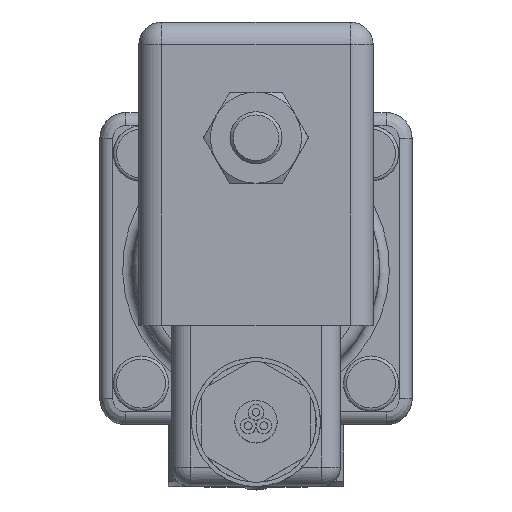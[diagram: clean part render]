
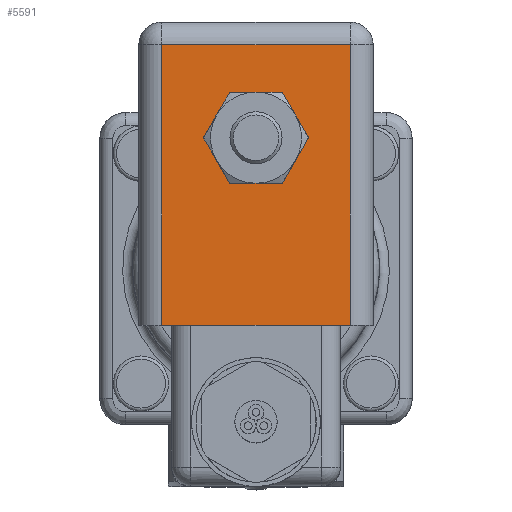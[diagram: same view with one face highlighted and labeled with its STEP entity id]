
A CAD part, top view. The second image highlights one B-rep face of the part: STEP entity #5591.
In plain terms, the highlighted planar face has unit normal (0, 0, 1).
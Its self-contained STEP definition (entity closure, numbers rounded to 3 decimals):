
#410=LINE('',#8321,#685);
#411=LINE('',#8323,#686);
#412=LINE('',#8325,#687);
#413=LINE('',#8326,#688);
#414=LINE('',#8329,#689);
#415=LINE('',#8331,#690);
#416=LINE('',#8333,#691);
#417=LINE('',#8335,#692);
#418=LINE('',#8337,#693);
#419=LINE('',#8338,#694);
#685=VECTOR('',#6680,43.1);
#686=VECTOR('',#6681,29.);
#687=VECTOR('',#6682,43.1);
#688=VECTOR('',#6683,29.);
#689=VECTOR('',#6684,8.083);
#690=VECTOR('',#6685,8.083);
#691=VECTOR('',#6686,8.083);
#692=VECTOR('',#6687,8.083);
#693=VECTOR('',#6688,8.083);
#694=VECTOR('',#6689,8.083);
#962=PLANE('',#5984);
#1089=FACE_BOUND('',#1536,.T.);
#1146=FACE_OUTER_BOUND('',#1535,.T.);
#1535=EDGE_LOOP('',(#3739,#3740,#3741,#3742));
#1536=EDGE_LOOP('',(#3743,#3744,#3745,#3746,#3747,#3748));
#2327=VERTEX_POINT('',#8319);
#2328=VERTEX_POINT('',#8320);
#2329=VERTEX_POINT('',#8322);
#2330=VERTEX_POINT('',#8324);
#2331=VERTEX_POINT('',#8327);
#2332=VERTEX_POINT('',#8328);
#2333=VERTEX_POINT('',#8330);
#2334=VERTEX_POINT('',#8332);
#2335=VERTEX_POINT('',#8334);
#2336=VERTEX_POINT('',#8336);
#2867=EDGE_CURVE('',#2327,#2328,#410,.T.);
#2868=EDGE_CURVE('',#2327,#2329,#411,.T.);
#2869=EDGE_CURVE('',#2330,#2329,#412,.T.);
#2870=EDGE_CURVE('',#2328,#2330,#413,.T.);
#2871=EDGE_CURVE('',#2331,#2332,#414,.T.);
#2872=EDGE_CURVE('',#2333,#2331,#415,.T.);
#2873=EDGE_CURVE('',#2334,#2333,#416,.T.);
#2874=EDGE_CURVE('',#2335,#2334,#417,.T.);
#2875=EDGE_CURVE('',#2336,#2335,#418,.T.);
#2876=EDGE_CURVE('',#2332,#2336,#419,.T.);
#3739=ORIENTED_EDGE('',*,*,#2867,.F.);
#3740=ORIENTED_EDGE('',*,*,#2868,.T.);
#3741=ORIENTED_EDGE('',*,*,#2869,.F.);
#3742=ORIENTED_EDGE('',*,*,#2870,.F.);
#3743=ORIENTED_EDGE('',*,*,#2871,.F.);
#3744=ORIENTED_EDGE('',*,*,#2872,.F.);
#3745=ORIENTED_EDGE('',*,*,#2873,.F.);
#3746=ORIENTED_EDGE('',*,*,#2874,.F.);
#3747=ORIENTED_EDGE('',*,*,#2875,.F.);
#3748=ORIENTED_EDGE('',*,*,#2876,.F.);
#5591=ADVANCED_FACE('',(#1146,#1089),#962,.T.);
#5984=AXIS2_PLACEMENT_3D('',#8318,#6678,#6679);
#6678=DIRECTION('center_axis',(0.,0.,
1.));
#6679=DIRECTION('ref_axis',(1.,0.,0.));
#6680=DIRECTION('',(0.,1.,0.));
#6681=DIRECTION('',(1.,0.,0.));
#6682=DIRECTION('',(0.,-1.,0.));
#6683=DIRECTION('',(1.,0.,0.));
#6684=DIRECTION('',(-1.,0.,0.));
#6685=DIRECTION('',(-0.5,0.866,0.));
#6686=DIRECTION('',(0.5,0.866,0.));
#6687=DIRECTION('',(1.,0.,0.));
#6688=DIRECTION('',(0.5,-0.866,0.));
#6689=DIRECTION('',(-0.5,-0.866,0.));
#8318=CARTESIAN_POINT('Origin',(0.,17.3,84.9));
#8319=CARTESIAN_POINT('',(-14.5,-8.8,84.9));
#8320=CARTESIAN_POINT('',(-14.5,34.3,84.9));
#8321=CARTESIAN_POINT('',(-14.5,7.05,84.9));
#8322=CARTESIAN_POINT('',(14.5,-8.8,84.9));
#8323=CARTESIAN_POINT('',(-18.,-8.8,84.9));
#8324=CARTESIAN_POINT('',(14.5,34.3,84.9));
#8325=CARTESIAN_POINT('',(14.5,27.55,84.9));
#8326=CARTESIAN_POINT('',(-9.,34.3,84.9));
#8327=CARTESIAN_POINT('',(4.041,27.,84.9));
#8328=CARTESIAN_POINT('',(-4.041,27.,84.9));
#8329=CARTESIAN_POINT('',(0.,27.,84.9));
#8330=CARTESIAN_POINT('',(8.083,20.,84.9));
#8331=CARTESIAN_POINT('',(7.657,20.737,84.9));
#8332=CARTESIAN_POINT('',(4.041,13.,84.9));
#8333=CARTESIAN_POINT('',(4.467,13.737,84.9));
#8334=CARTESIAN_POINT('',(-4.041,13.,84.9));
#8335=CARTESIAN_POINT('',(-2.021,13.,84.9));
#8336=CARTESIAN_POINT('',(-8.083,20.,84.9));
#8337=CARTESIAN_POINT('',(-6.488,17.237,84.9));
#8338=CARTESIAN_POINT('',(-5.636,24.237,84.9));
